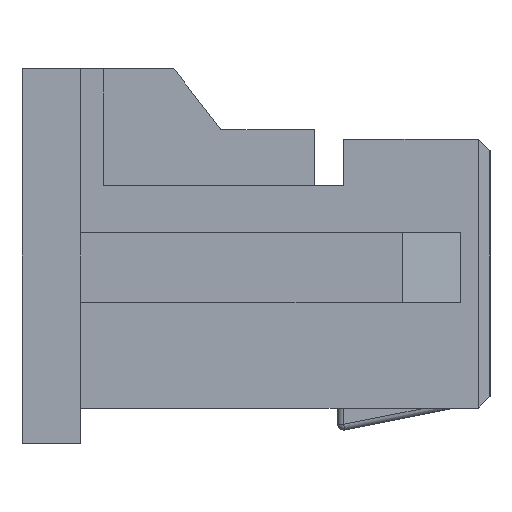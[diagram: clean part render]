
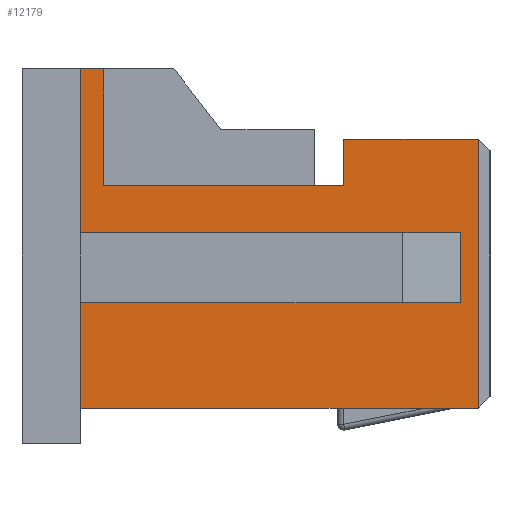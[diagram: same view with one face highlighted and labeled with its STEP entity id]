
A CAD part, left-side view. The second image highlights one B-rep face of the part: STEP entity #12179.
In plain terms, the highlighted planar face has unit normal (-1, 0, 0).
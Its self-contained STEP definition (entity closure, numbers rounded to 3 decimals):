
#1194=DIRECTION('',(0.,0.,1.));
#1195=VECTOR('',#1194,1.);
#1196=CARTESIAN_POINT('',(-8.94,3.3,0.6));
#1197=LINE('',#1196,#1195);
#1611=DIRECTION('',(0.,-1.,0.));
#1612=VECTOR('',#1611,0.2);
#1613=CARTESIAN_POINT('',(-8.94,3.5,1.6));
#1614=LINE('',#1613,#1612);
#2389=DIRECTION('',(0.,1.,0.));
#2390=VECTOR('',#2389,1.15);
#2391=CARTESIAN_POINT('',(-8.94,0.1,1.));
#2392=LINE('',#2391,#2390);
#2765=DIRECTION('',(0.,1.,0.));
#2766=VECTOR('',#2765,3.4);
#2767=CARTESIAN_POINT('',(-8.94,0.1,-1.3));
#2768=LINE('',#2767,#2766);
#2893=DIRECTION('',(0.,0.,1.));
#2894=VECTOR('',#2893,0.9);
#2895=CARTESIAN_POINT('',(-8.94,3.5,-1.3));
#2896=LINE('',#2895,#2894);
#2957=DIRECTION('',(0.,0.,1.));
#2958=VECTOR('',#2957,0.6);
#2959=CARTESIAN_POINT('',(-8.94,0.25,-0.4));
#2960=LINE('',#2959,#2958);
#2961=DIRECTION('',(0.,1.,0.));
#2962=VECTOR('',#2961,3.25);
#2963=CARTESIAN_POINT('',(-8.94,0.25,0.2));
#2964=LINE('',#2963,#2962);
#2965=DIRECTION('',(0.,0.,1.));
#2966=VECTOR('',#2965,1.4);
#2967=CARTESIAN_POINT('',(-8.94,3.5,0.2));
#2968=LINE('',#2967,#2966);
#2969=DIRECTION('',(0.,1.,0.));
#2970=VECTOR('',#2969,2.05);
#2971=CARTESIAN_POINT('',(-8.94,1.25,0.6));
#2972=LINE('',#2971,#2970);
#2973=DIRECTION('',(0.,0.,-1.));
#2974=VECTOR('',#2973,0.4);
#2975=CARTESIAN_POINT('',(-8.94,1.25,1.));
#2976=LINE('',#2975,#2974);
#2977=DIRECTION('',(0.,0.,1.));
#2978=VECTOR('',#2977,2.3);
#2979=CARTESIAN_POINT('',(-8.94,0.1,-1.3));
#2980=LINE('',#2979,#2978);
#3001=DIRECTION('',(0.,1.,0.));
#3002=VECTOR('',#3001,3.25);
#3003=CARTESIAN_POINT('',(-8.94,0.25,-0.4));
#3004=LINE('',#3003,#3002);
#7136=CARTESIAN_POINT('',(-8.94,3.5,0.2));
#7138=VERTEX_POINT('',#7136);
#7139=CARTESIAN_POINT('',(-8.94,3.5,-0.4));
#7141=VERTEX_POINT('',#7139);
#7143=CARTESIAN_POINT('',(-8.94,3.5,-1.3));
#7144=VERTEX_POINT('',#7143);
#7153=CARTESIAN_POINT('',(-8.94,1.25,1.));
#7154=CARTESIAN_POINT('',(-8.94,1.25,0.6));
#7155=VERTEX_POINT('',#7153);
#7156=VERTEX_POINT('',#7154);
#7213=CARTESIAN_POINT('',(-8.94,3.3,0.6));
#7214=VERTEX_POINT('',#7213);
#7237=CARTESIAN_POINT('',(-8.94,3.5,1.6));
#7238=VERTEX_POINT('',#7237);
#7243=CARTESIAN_POINT('',(-8.94,3.3,1.6));
#7244=VERTEX_POINT('',#7243);
#8699=CARTESIAN_POINT('',(-8.94,0.1,1.));
#8700=VERTEX_POINT('',#8699);
#8703=CARTESIAN_POINT('',(-8.94,0.1,-1.3));
#8704=VERTEX_POINT('',#8703);
#8768=CARTESIAN_POINT('',(-8.94,0.25,0.2));
#8770=VERTEX_POINT('',#8768);
#8771=CARTESIAN_POINT('',(-8.94,0.25,-0.4));
#8772=VERTEX_POINT('',#8771);
#12157=CARTESIAN_POINT('',(-8.94,0.,0.2));
#12158=DIRECTION('',(1.,0.,0.));
#12159=DIRECTION('',(0.,0.,1.));
#12160=AXIS2_PLACEMENT_3D('',#12157,#12158,#12159);
#12161=PLANE('',#12160);
#12163=ORIENTED_EDGE('',*,*,#12162,.T.);
#12165=ORIENTED_EDGE('',*,*,#12164,.T.);
#12166=ORIENTED_EDGE('',*,*,#12029,.T.);
#12167=ORIENTED_EDGE('',*,*,#10724,.T.);
#12168=ORIENTED_EDGE('',*,*,#10266,.F.);
#12169=ORIENTED_EDGE('',*,*,#11008,.F.);
#12170=ORIENTED_EDGE('',*,*,#11234,.F.);
#12171=ORIENTED_EDGE('',*,*,#11637,.F.);
#12172=ORIENTED_EDGE('',*,*,#11816,.F.);
#12173=ORIENTED_EDGE('',*,*,#11860,.T.);
#12174=ORIENTED_EDGE('',*,*,#12037,.T.);
#12176=ORIENTED_EDGE('',*,*,#12175,.F.);
#12177=EDGE_LOOP('',(#12163,#12165,#12166,#12167,#12168,#12169,#12170,#12171,
#12172,#12173,#12174,#12176));
#12178=FACE_OUTER_BOUND('',#12177,.F.);
#10266=EDGE_CURVE('',#7214,#7244,#1197,.T.);
#10724=EDGE_CURVE('',#7238,#7244,#1614,.T.);
#11008=EDGE_CURVE('',#7156,#7214,#2972,.T.);
#11234=EDGE_CURVE('',#7155,#7156,#2976,.T.);
#11637=EDGE_CURVE('',#8700,#7155,#2392,.T.);
#11816=EDGE_CURVE('',#8704,#8700,#2980,.T.);
#11860=EDGE_CURVE('',#8704,#7144,#2768,.T.);
#12029=EDGE_CURVE('',#7138,#7238,#2968,.T.);
#12037=EDGE_CURVE('',#7144,#7141,#2896,.T.);
#12162=EDGE_CURVE('',#8772,#8770,#2960,.T.);
#12164=EDGE_CURVE('',#8770,#7138,#2964,.T.);
#12175=EDGE_CURVE('',#8772,#7141,#3004,.T.);
#12179=ADVANCED_FACE('',(#12178),#12161,.F.);
